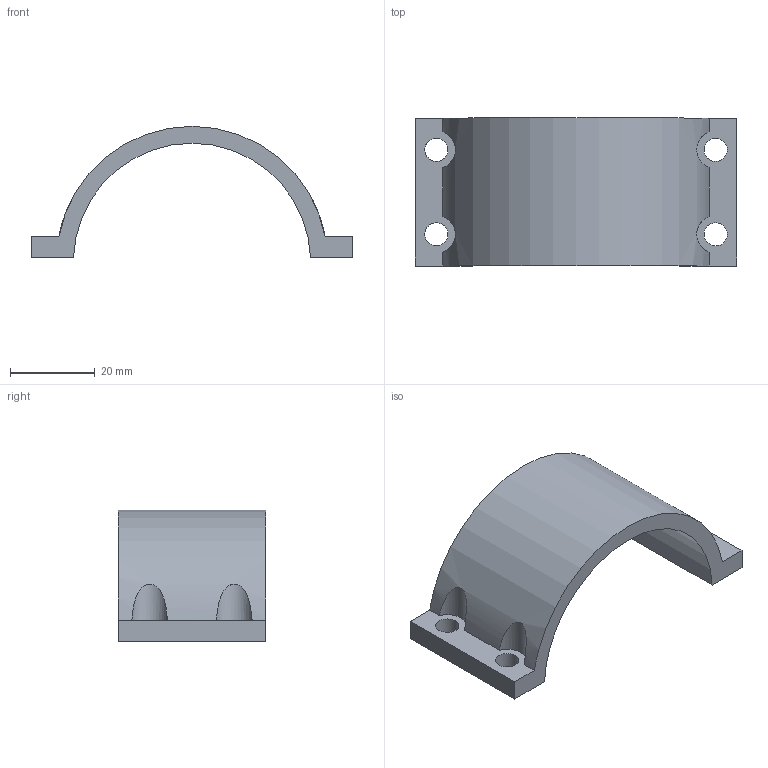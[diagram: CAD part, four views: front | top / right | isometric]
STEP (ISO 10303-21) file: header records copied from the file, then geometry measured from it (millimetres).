
FILE_DESCRIPTION(('FreeCAD Model'),'2;1');
FILE_NAME('Open CASCADE Shape Model','2025-06-06T07:55:34',(''),(''), 'Open CASCADE STEP processor 7.8','FreeCAD','Unknown');
FILE_SCHEMA(('AUTOMOTIVE_DESIGN { 1 0 10303 214 1 1 1 1 }'));
Length unit declared in the file: millimetre
Products named in the file (1): illumination clamp
Bounding box: 76.06 x 35 x 31.05 mm (x, y, z)
Volume: 14323.4 mm3; surface area: 8744.5 mm2
Topology: 1 solids, 1 shells, 18 faces, 60 edges, 44 vertices
Faces by surface type: cylinder 10, plane 8
Full cylindrical faces by diameter (mm): 5.5 x4
Entity records: 958 total; most frequent: CARTESIAN_POINT 369, ORIENTED_EDGE 120, DIRECTION 118, EDGE_CURVE 60, AXIS2_PLACEMENT_3D 45, VERTEX_POINT 44, LINE 28, VECTOR 28
